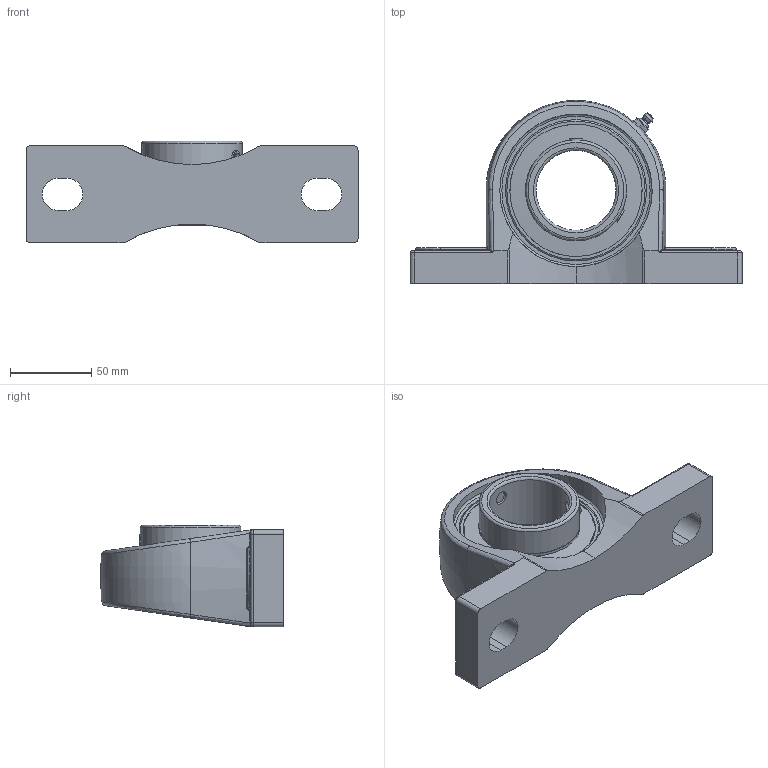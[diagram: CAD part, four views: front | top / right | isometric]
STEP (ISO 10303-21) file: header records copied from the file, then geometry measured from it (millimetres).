
FILE_DESCRIPTION(('HOOPS Exchange Step'),'2;1');
FILE_NAME('export-36E1DD76-0D5B-4E87-B5CA-9DBA5F37A08B.stp','2019-12-13T14:28:53-08:00',('ibuslach'),('Alibre'),'HOOPS Exchange 2019.2','Alibre','Unknown authorisation');
FILE_SCHEMA( ('AP242_MANAGED_MODEL_BASED_3D_ENGINEERING_MIM_LF {1 0 10303 442 1 1 4 }') );
Length unit declared in the file: centimetre
Products named in the file (7): MRN SP 210; UCP ZERK 8mm; SUC 210-31 RACES; SUC 210 SHIELD; SUC 210 SS; MRN SUC 210-31; MRN SUCP 210-31
Assembly tree (8 placements, depth 3):
  MRN SUCP 210-31
    MRN SP 210
    UCP ZERK 8mm
    MRN SUC 210-31
      SUC 210-31 RACES
      SUC 210 SHIELD  x2
      SUC 210 SS  x2
Bounding box: 204 x 112.5 x 62.35 mm (x, y, z)
Volume: 390738.9 mm3; surface area: 102590.2 mm2
Topology: 8 solids, 8 shells, 225 faces, 592 edges, 377 vertices
Faces by surface type: plane 71, cylinder 67, cone 30, torus 28, bspline 22, sphere 7
Full cylindrical faces by diameter (mm): 1.507 x2, 8 x2, 8.382 x4, 49.212 x1, 61.722 x3, 62.23 x2, 81.28 x3, 93.638 x2
Entity records: 15296 total; most frequent: CARTESIAN_POINT 10074, ORIENTED_EDGE 1082, DIRECTION 1065, EDGE_CURVE 541, AXIS2_PLACEMENT_3D 443, VERTEX_POINT 346, EDGE_LOOP 229, FACE_BOUND 229
